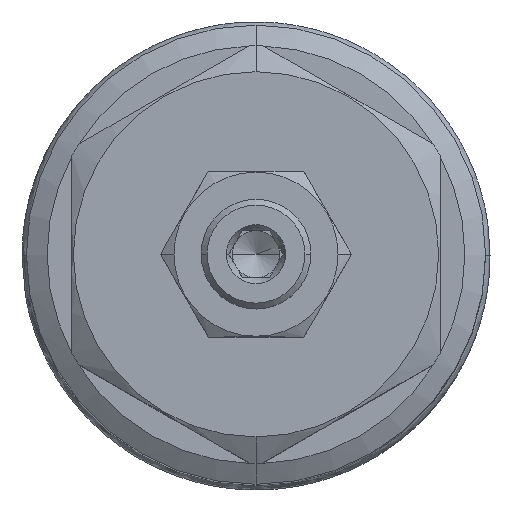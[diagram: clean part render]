
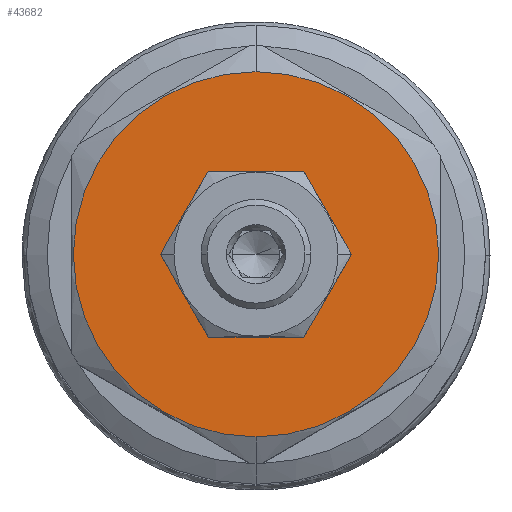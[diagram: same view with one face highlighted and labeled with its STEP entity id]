
A CAD part, top view. The second image highlights one B-rep face of the part: STEP entity #43682.
In plain terms, the highlighted planar face has unit normal (0, 0, 1).
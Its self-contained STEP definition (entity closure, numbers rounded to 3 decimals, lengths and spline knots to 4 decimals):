
#16050=CARTESIAN_POINT('',(0.,0.,5.9835));
#16051=DIRECTION('',(0.,0.,1.));
#16052=DIRECTION('',(0.,-1.,0.));
#16053=AXIS2_PLACEMENT_3D('',#16050,#16051,#16052);
#16055=CARTESIAN_POINT('',(0.,0.,5.9835));
#16056=DIRECTION('',(0.,0.,1.));
#16057=DIRECTION('',(0.,1.,0.));
#16058=AXIS2_PLACEMENT_3D('',#16055,#16056,#16057);
#16060=CARTESIAN_POINT('',(0.,0.,5.9835));
#16061=DIRECTION('',(0.,0.,1.));
#16062=DIRECTION('',(-0.869,0.496,0.));
#16063=AXIS2_PLACEMENT_3D('',#16060,#16061,#16062);
#16065=DIRECTION('',(0.5,-0.866,0.));
#16066=VECTOR('',#16065,0.0039);
#16067=CARTESIAN_POINT('',(-0.2442,-0.1391,
5.9835));
#16068=LINE('',#16067,#16066);
#16069=CARTESIAN_POINT('',(0.,0.,5.9835));
#16070=DIRECTION('',(0.,0.,1.));
#16071=DIRECTION('',(-0.862,-0.507,0.));
#16072=AXIS2_PLACEMENT_3D('',#16069,#16070,#16071);
#16074=DIRECTION('',(1.,0.,0.));
#16075=VECTOR('',#16074,0.0032);
#16076=CARTESIAN_POINT('',(-0.0016,-0.281,
5.9835));
#16077=LINE('',#16076,#16075);
#16078=CARTESIAN_POINT('',(0.,0.,5.9835));
#16079=DIRECTION('',(0.,0.,1.));
#16080=DIRECTION('',(0.005,-1.,0.));
#16081=AXIS2_PLACEMENT_3D('',#16078,#16079,#16080);
#16083=DIRECTION('',(0.5,0.866,0.));
#16084=VECTOR('',#16083,0.0039);
#16085=CARTESIAN_POINT('',(0.2423,-0.1424,
5.9835));
#16086=LINE('',#16085,#16084);
#16087=CARTESIAN_POINT('',(0.,0.,5.9835));
#16088=DIRECTION('',(0.,0.,1.));
#16089=DIRECTION('',(0.869,-0.496,0.));
#16090=AXIS2_PLACEMENT_3D('',#16087,#16088,#16089);
#16092=DIRECTION('',(-0.5,0.866,0.));
#16093=VECTOR('',#16092,0.004);
#16094=CARTESIAN_POINT('',(0.2442,0.1391,
5.9835));
#16095=LINE('',#16094,#16093);
#16096=CARTESIAN_POINT('',(0.,0.,5.9835));
#16097=DIRECTION('',(0.,0.,1.));
#16098=DIRECTION('',(0.862,0.507,0.));
#16099=AXIS2_PLACEMENT_3D('',#16096,#16097,#16098);
#16101=DIRECTION('',(-1.,0.,0.));
#16102=VECTOR('',#16101,0.0032);
#16103=CARTESIAN_POINT('',(0.0016,0.281,
5.9835));
#16104=LINE('',#16103,#16102);
#16105=CARTESIAN_POINT('',(0.,0.,5.9835));
#16106=DIRECTION('',(0.,0.,1.));
#16107=DIRECTION('',(-0.005,1.,0.));
#16108=AXIS2_PLACEMENT_3D('',#16105,#16106,#16107);
#16110=DIRECTION('',(-0.5,-0.866,0.));
#16111=VECTOR('',#16110,0.0039);
#16112=CARTESIAN_POINT('',(-0.2423,0.1424,
5.9835));
#16113=LINE('',#16112,#16111);
#17748=CARTESIAN_POINT('',(0.,-0.62,5.9835));
#17749=CARTESIAN_POINT('',(0.,0.62,5.9835));
#17750=VERTEX_POINT('',#17748);
#17751=VERTEX_POINT('',#17749);
#17982=CARTESIAN_POINT('',(-0.2441,0.1392,5.9835));
#17983=CARTESIAN_POINT('',(-0.244,-0.1393,5.9835));
#17984=VERTEX_POINT('',#17982);
#17985=VERTEX_POINT('',#17983);
#17986=CARTESIAN_POINT('',(-0.2423,-0.1424,5.9835));
#17987=CARTESIAN_POINT('',(-0.0014,-0.281,5.9835));
#17988=VERTEX_POINT('',#17986);
#17989=VERTEX_POINT('',#17987);
#17990=CARTESIAN_POINT('',(0.0014,-0.281,5.9835));
#17991=CARTESIAN_POINT('',(0.2424,-0.1422,5.9835));
#17992=VERTEX_POINT('',#17990);
#17993=VERTEX_POINT('',#17991);
#17994=CARTESIAN_POINT('',(0.2441,-0.1392,5.9835));
#17995=CARTESIAN_POINT('',(0.244,0.1393,5.9835));
#17996=VERTEX_POINT('',#17994);
#17997=VERTEX_POINT('',#17995);
#17998=CARTESIAN_POINT('',(0.2423,0.1424,5.9835));
#17999=CARTESIAN_POINT('',(0.0014,0.281,5.9835));
#18000=VERTEX_POINT('',#17998);
#18001=VERTEX_POINT('',#17999);
#18002=CARTESIAN_POINT('',(-0.0014,0.281,5.9835));
#18003=CARTESIAN_POINT('',(-0.2424,0.1422,5.9835));
#18004=VERTEX_POINT('',#18002);
#18005=VERTEX_POINT('',#18003);
#43647=CARTESIAN_POINT('',(0.,0.,5.9835));
#43648=DIRECTION('',(0.,0.,1.));
#43649=DIRECTION('',(0.,1.,0.));
#43650=AXIS2_PLACEMENT_3D('',#43647,#43648,#43649);
#43651=PLANE('',#43650);
#43652=ORIENTED_EDGE('',*,*,#18140,.F.);
#43653=ORIENTED_EDGE('',*,*,#18311,.F.);
#43654=EDGE_LOOP('',(#43652,#43653));
#43655=FACE_OUTER_BOUND('',#43654,.F.);
#43657=ORIENTED_EDGE('',*,*,#43656,.T.);
#43659=ORIENTED_EDGE('',*,*,#43658,.T.);
#43661=ORIENTED_EDGE('',*,*,#43660,.T.);
#43663=ORIENTED_EDGE('',*,*,#43662,.T.);
#43665=ORIENTED_EDGE('',*,*,#43664,.T.);
#43667=ORIENTED_EDGE('',*,*,#43666,.T.);
#43669=ORIENTED_EDGE('',*,*,#43668,.T.);
#43671=ORIENTED_EDGE('',*,*,#43670,.T.);
#43673=ORIENTED_EDGE('',*,*,#43672,.T.);
#43675=ORIENTED_EDGE('',*,*,#43674,.T.);
#43677=ORIENTED_EDGE('',*,*,#43676,.T.);
#43679=ORIENTED_EDGE('',*,*,#43678,.T.);
#43680=EDGE_LOOP('',(#43657,#43659,#43661,#43663,#43665,#43667,#43669,#43671,
#43673,#43675,#43677,#43679));
#43681=FACE_BOUND('',#43680,.F.);
#43682=ADVANCED_FACE('',(#43655,#43681),#43651,.T.);
#16054=CIRCLE('',#16053,0.62);
#16059=CIRCLE('',#16058,0.62);
#16064=CIRCLE('',#16063,0.281);
#16073=CIRCLE('',#16072,0.281);
#16082=CIRCLE('',#16081,0.281);
#16091=CIRCLE('',#16090,0.281);
#16100=CIRCLE('',#16099,0.281);
#16109=CIRCLE('',#16108,0.281);
#18140=EDGE_CURVE('',#17750,#17751,#16054,.T.);
#18311=EDGE_CURVE('',#17751,#17750,#16059,.T.);
#43656=EDGE_CURVE('',#17984,#17985,#16064,.T.);
#43658=EDGE_CURVE('',#17985,#17988,#16068,.T.);
#43660=EDGE_CURVE('',#17988,#17989,#16073,.T.);
#43662=EDGE_CURVE('',#17989,#17992,#16077,.T.);
#43664=EDGE_CURVE('',#17992,#17993,#16082,.T.);
#43666=EDGE_CURVE('',#17993,#17996,#16086,.T.);
#43668=EDGE_CURVE('',#17996,#17997,#16091,.T.);
#43670=EDGE_CURVE('',#17997,#18000,#16095,.T.);
#43672=EDGE_CURVE('',#18000,#18001,#16100,.T.);
#43674=EDGE_CURVE('',#18001,#18004,#16104,.T.);
#43676=EDGE_CURVE('',#18004,#18005,#16109,.T.);
#43678=EDGE_CURVE('',#18005,#17984,#16113,.T.);
